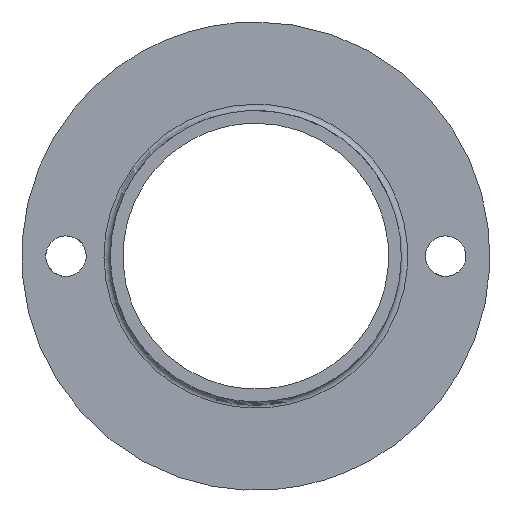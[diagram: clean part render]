
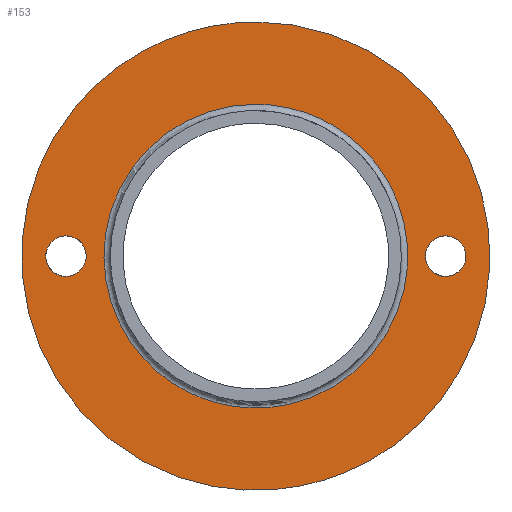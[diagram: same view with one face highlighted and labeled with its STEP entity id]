
A CAD part, left-side view. The second image highlights one B-rep face of the part: STEP entity #153.
In plain terms, the highlighted planar face has unit normal (-1, 0, 0).
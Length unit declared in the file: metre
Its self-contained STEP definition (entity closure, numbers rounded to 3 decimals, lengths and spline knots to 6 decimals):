
#127=VERTEX_POINT('',#128);
#128=CARTESIAN_POINT('',(-0.002,0.0,0.0185));
#136=CARTESIAN_POINT('',(-0.002,0.0,0.0185));
#137=EDGE_CURVE('',#127,#127,#138,.T.);
#138=(B_SPLINE_CURVE(3,(#136,#139,#140,#141,#142,#143,#144),.UNSPECIFIED.,
  .T.,.U.)B_SPLINE_CURVE_WITH_KNOTS((4,3,4),(0.0,0.5,1.0),.UNSPECIFIED.)BOUNDED_CURVE(
  )CURVE()GEOMETRIC_REPRESENTATION_ITEM()RATIONAL_B_SPLINE_CURVE((1.0,
  0.333,0.333,1.0,0.333,
  0.333,1.0))REPRESENTATION_ITEM(''));
#139=CARTESIAN_POINT('',(-0.002,-0.037,0.0185));
#140=CARTESIAN_POINT('',(-0.002,-0.037,-0.0185));
#141=CARTESIAN_POINT('',(-0.002,0.0,-0.0185));
#142=CARTESIAN_POINT('',(-0.002,0.037,-0.0185));
#143=CARTESIAN_POINT('',(-0.002,0.037,0.0185));
#144=CARTESIAN_POINT('',(-0.002,0.0,0.0185));
#153=ADVANCED_FACE('',(#160,#174,#188,#201),#154,.T.);
#154=PLANE('',#155);
#155=AXIS2_PLACEMENT_3D('',#156,#157,#158);
#156=CARTESIAN_POINT('',(-0.002,0.0,0.0185));
#157=DIRECTION('',(-1.0,0.0,0.0));
#158=DIRECTION('',(0.0,0.0,1.0));
#159=CARTESIAN_POINT('',(-0.002,0.0,0.012));
#160=FACE_BOUND('',#161,.T.);
#161=EDGE_LOOP('',(#162));
#162=ORIENTED_EDGE('',*,*,#163,.T.);
#163=EDGE_CURVE('',#164,#164,#166,.F.);
#164=VERTEX_POINT('',#165);
#165=CARTESIAN_POINT('',(-0.002,0.0,0.012));
#166=(B_SPLINE_CURVE(3,(#159,#167,#168,#169,#170,#171,#172),.UNSPECIFIED.,
  .T.,.U.)B_SPLINE_CURVE_WITH_KNOTS((4,3,4),(0.0,0.5,1.0),.UNSPECIFIED.)BOUNDED_CURVE(
  )CURVE()GEOMETRIC_REPRESENTATION_ITEM()RATIONAL_B_SPLINE_CURVE((1.0,
  0.333,0.333,1.0,0.333,
  0.333,1.0))REPRESENTATION_ITEM(''));
#167=CARTESIAN_POINT('',(-0.002,0.024,0.012));
#168=CARTESIAN_POINT('',(-0.002,0.024,-0.012));
#169=CARTESIAN_POINT('',(-0.002,0.0,-0.012));
#170=CARTESIAN_POINT('',(-0.002,-0.024,-0.012));
#171=CARTESIAN_POINT('',(-0.002,-0.024,0.012));
#172=CARTESIAN_POINT('',(-0.002,0.0,0.012));
#173=CARTESIAN_POINT('',(-0.002,0.015,0.0016));
#174=FACE_BOUND('',#175,.T.);
#175=EDGE_LOOP('',(#176));
#176=ORIENTED_EDGE('',*,*,#177,.T.);
#177=EDGE_CURVE('',#178,#178,#180,.F.);
#178=VERTEX_POINT('fictive',#179);
#179=CARTESIAN_POINT('',(-0.002,0.015,0.0016));
#180=(B_SPLINE_CURVE(3,(#173,#181,#182,#183,#184,#185,#186),.UNSPECIFIED.,
  .T.,.U.)B_SPLINE_CURVE_WITH_KNOTS((4,3,4),(0.0,0.5,1.0),.UNSPECIFIED.)BOUNDED_CURVE(
  )CURVE()GEOMETRIC_REPRESENTATION_ITEM()RATIONAL_B_SPLINE_CURVE((1.0,
  0.333,0.333,1.0,0.333,
  0.333,1.0))REPRESENTATION_ITEM(''));
#181=CARTESIAN_POINT('',(-0.002,0.0182,0.0016));
#182=CARTESIAN_POINT('',(-0.002,0.0182,-0.0016));
#183=CARTESIAN_POINT('',(-0.002,0.015,-0.0016));
#184=CARTESIAN_POINT('',(-0.002,0.0118,-0.0016));
#185=CARTESIAN_POINT('',(-0.002,0.0118,0.0016));
#186=CARTESIAN_POINT('',(-0.002,0.015,0.0016));
#187=CARTESIAN_POINT('',(-0.002,-0.015,0.0016));
#188=FACE_BOUND('',#189,.T.);
#189=EDGE_LOOP('',(#190));
#190=ORIENTED_EDGE('',*,*,#191,.T.);
#191=EDGE_CURVE('',#192,#192,#194,.F.);
#192=VERTEX_POINT('fictive',#193);
#193=CARTESIAN_POINT('',(-0.002,-0.015,0.0016));
#194=(B_SPLINE_CURVE(3,(#187,#195,#196,#197,#198,#199,#200),.UNSPECIFIED.,
  .T.,.U.)B_SPLINE_CURVE_WITH_KNOTS((4,3,4),(0.0,0.5,1.0),.UNSPECIFIED.)BOUNDED_CURVE(
  )CURVE()GEOMETRIC_REPRESENTATION_ITEM()RATIONAL_B_SPLINE_CURVE((1.0,
  0.333,0.333,1.0,0.333,
  0.333,1.0))REPRESENTATION_ITEM(''));
#195=CARTESIAN_POINT('',(-0.002,-0.0118,0.0016));
#196=CARTESIAN_POINT('',(-0.002,-0.0118,-0.0016));
#197=CARTESIAN_POINT('',(-0.002,-0.015,-0.0016));
#198=CARTESIAN_POINT('',(-0.002,-0.0182,-0.0016));
#199=CARTESIAN_POINT('',(-0.002,-0.0182,0.0016));
#200=CARTESIAN_POINT('',(-0.002,-0.015,0.0016));
#201=FACE_OUTER_BOUND('',#202,.T.);
#202=EDGE_LOOP('',(#203));
#203=ORIENTED_EDGE('',*,*,#137,.F.);
